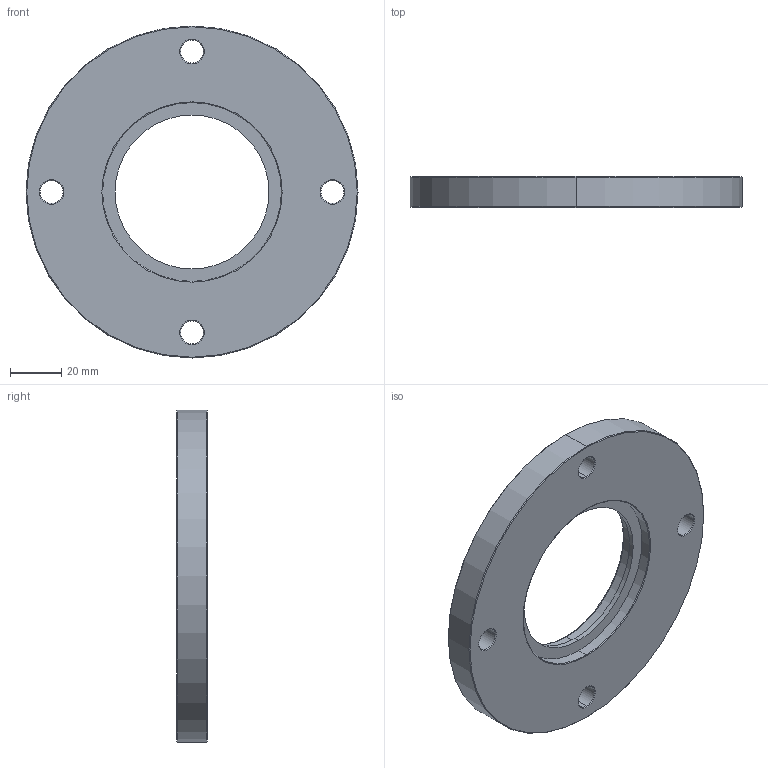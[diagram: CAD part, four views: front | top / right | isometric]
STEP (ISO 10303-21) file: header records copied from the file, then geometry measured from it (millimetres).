
FILE_DESCRIPTION (( 'STEP AP214' ), '1' );
FILE_NAME ('Hositrad_ISO-F63-64.STEP', '2014-10-21T13:10:11', ( '' ), ( '' ), 'SwSTEP 2.0', 'SolidWorks 2014', '' );
FILE_SCHEMA (( 'AUTOMOTIVE_DESIGN' ));
Length unit declared in the file: millimetre
Products named in the file (1): Hositrad_ISO-F63-64
Bounding box: 130 x 12 x 130 mm (x, y, z)
Volume: 115540.2 mm3; surface area: 28793.6 mm2
Topology: 1 solids, 1 shells, 44 faces, 96 edges, 56 vertices
Faces by surface type: cone 22, cylinder 16, plane 4, torus 2
Entity records: 1260 total; most frequent: DIRECTION 244, CARTESIAN_POINT 197, ORIENTED_EDGE 192, AXIS2_PLACEMENT_3D 103, EDGE_CURVE 96, CIRCLE 58, EDGE_LOOP 56, VERTEX_POINT 56
